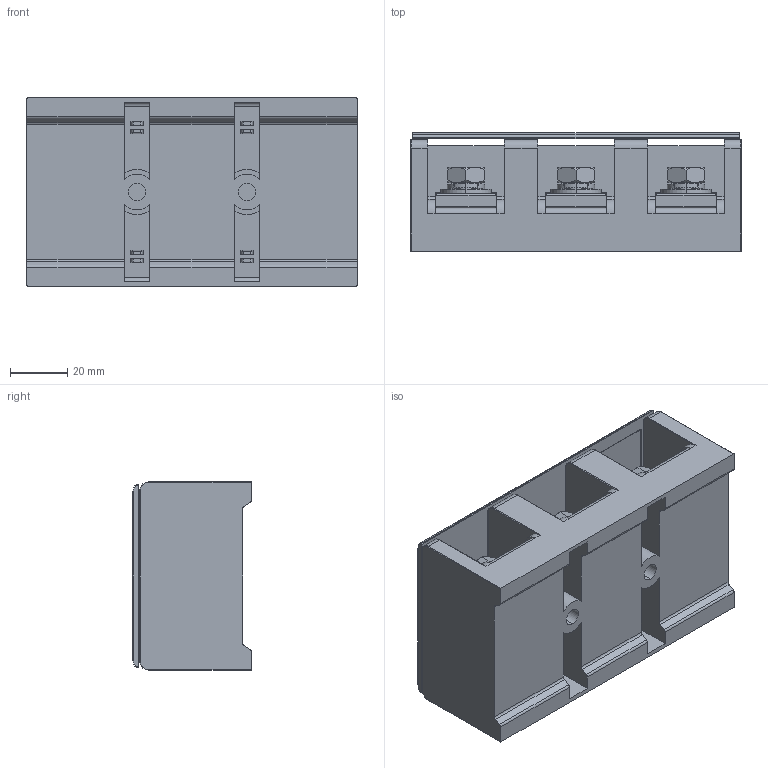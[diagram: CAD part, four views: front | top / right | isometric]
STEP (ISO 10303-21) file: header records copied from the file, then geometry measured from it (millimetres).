
FILE_DESCRIPTION((''),'2;1');
FILE_NAME('UDJ-1503_ASM','2020-04-01T',('Administrator'),(''),'PRO/ENGINEER BY PARAMETRIC TECHNOLOGY CORPORATION, 2013230','PRO/ENGINEER BY PARAMETRIC TECHNOLOGY CORPORATION, 2013230','');
FILE_SCHEMA(('CONFIG_CONTROL_DESIGN'));
Products named in the file (1): UDJ-1503_ASM
Bounding box: 115 x 41.3 x 65.5 mm (x, y, z)
Volume: 149423.9 mm3; surface area: 88520.7 mm2
Topology: 1 solids, 15 shells, 2260 faces, 6195 edges, 4038 vertices
Faces by surface type: plane 1448, cylinder 390, bspline 284, cone 72, torus 48, sphere 12, extrusion 6
Entity records: 113048 total; most frequent: CARTESIAN_POINT 41831, ORIENTED_EDGE 12342, DIRECTION 10007, EDGE_CURVE 6171, VECTOR 4397, LINE 4391, VERTEX_POINT 4038, AXIS2_PLACEMENT_3D 2805
